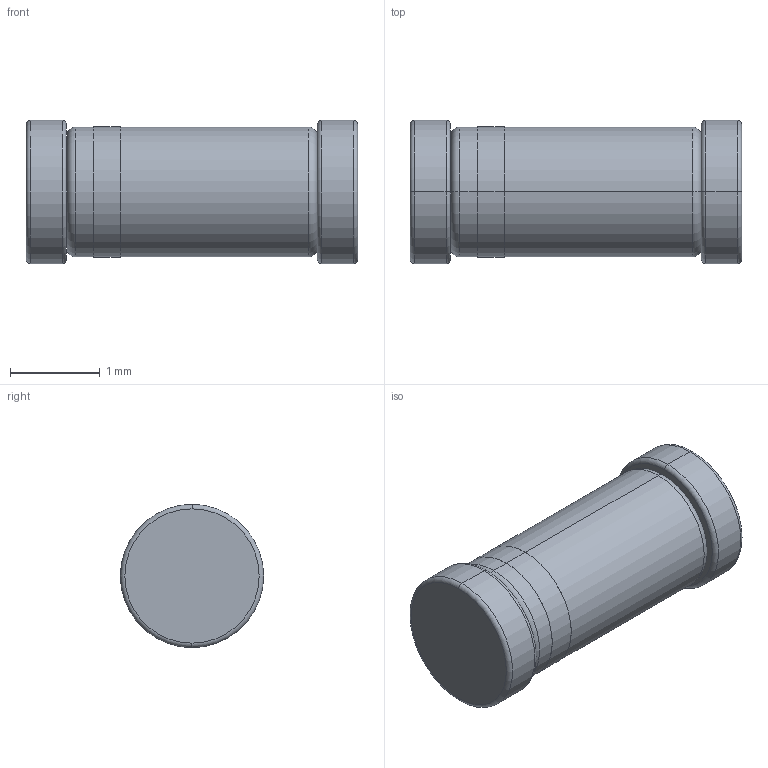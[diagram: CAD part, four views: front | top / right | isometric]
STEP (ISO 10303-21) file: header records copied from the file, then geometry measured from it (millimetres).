
FILE_DESCRIPTION (( 'STEP AP214' ), '1' );
FILE_NAME ('LL-34_L3.7-W1.6.step', '2022-08-04T05:29:17', ( '' ), ( '' ), 'SwSTEP 2.0', 'SolidWorks 2020', '' );
FILE_SCHEMA (( 'AUTOMOTIVE_DESIGN' ));
Length unit declared in the file: millimetre
Products named in the file (1): LL-34_L3.7-W1.6
Bounding box: 3.7 x 1.6 x 1.6 mm (x, y, z)
Volume: 6.4 mm3; surface area: 22.9 mm2
Topology: 1 solids, 1 shells, 256 faces, 677 edges, 446 vertices
Faces by surface type: plane 132, bspline 98, cylinder 14, torus 12
Entity records: 11243 total; most frequent: CARTESIAN_POINT 2686, ORIENTED_EDGE 1354, DIRECTION 843, EDGE_CURVE 677, VERTEX_POINT 446, LINE 429, VECTOR 429, EDGE_LOOP 279
